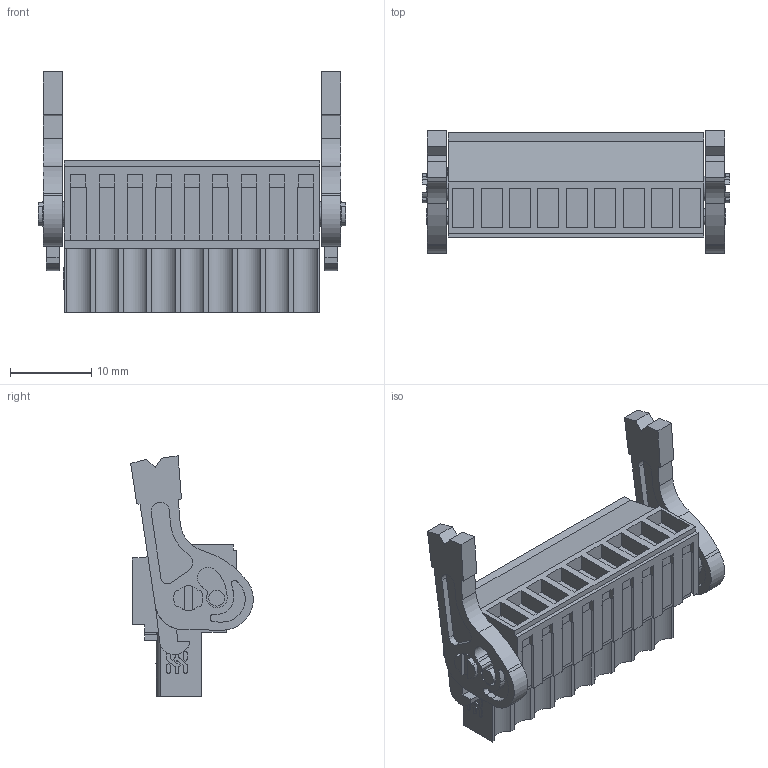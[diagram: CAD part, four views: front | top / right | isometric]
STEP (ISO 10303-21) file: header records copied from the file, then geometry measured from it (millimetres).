
FILE_DESCRIPTION(('CATIA V5 STEP Exchange','CAx-IF Rec.Pracs.--- Model Styling and Organization---1.2---2011-12-15'),'2;1');
FILE_NAME ('D1452683_0_1531070000_1531070000.stp','2017-04-25T12:42:58+00:00',('none'),('Weidmueller'),'CATIA Version 5-6 Release 2014','CATIA V5 STEP AP214','none');
FILE_SCHEMA(('AUTOMOTIVE_DESIGN { 1 0 10303 214 1 1 1 1 }'));
Length unit declared in the file: millimetre
Products named in the file (1): 1531070000
Bounding box: 37.9 x 15.12 x 29.66 mm (x, y, z)
Volume: 5311.5 mm3; surface area: 5001.7 mm2
Topology: 12 solids, 12 shells, 763 faces, 2117 edges, 1432 vertices
Faces by surface type: plane 609, cylinder 94, extrusion 60
Entity records: 23385 total; most frequent: CARTESIAN_POINT 5186, ORIENTED_EDGE 4234, DIRECTION 2845, EDGE_CURVE 2117, VECTOR 1717, LINE 1657, VERTEX_POINT 1432, EDGE_LOOP 825
